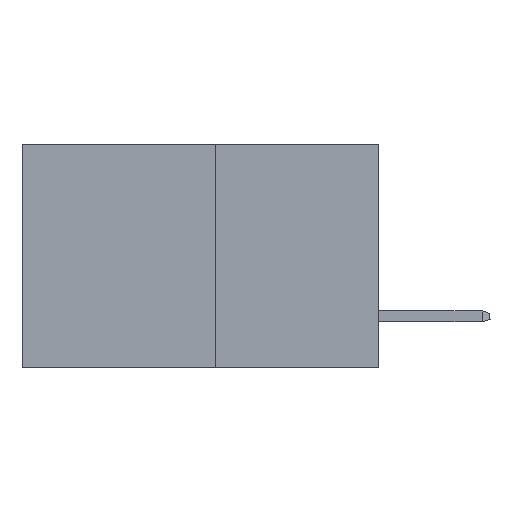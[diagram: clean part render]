
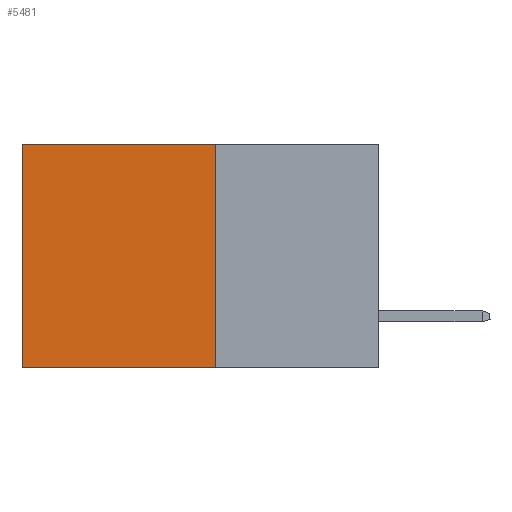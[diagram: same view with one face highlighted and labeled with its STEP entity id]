
A CAD part, left-side view. The second image highlights one B-rep face of the part: STEP entity #5481.
In plain terms, the highlighted planar face has unit normal (-1, 0, 0).
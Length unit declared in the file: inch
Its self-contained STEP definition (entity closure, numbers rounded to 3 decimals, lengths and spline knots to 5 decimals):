
#999 = ORIENTED_EDGE ( 'NONE', *, *, #9151, .F. ) ;
#1261 = ORIENTED_EDGE ( 'NONE', *, *, #9168, .T. ) ;
#1998 = AXIS2_PLACEMENT_3D ( 'NONE', #7800, #6235, #12694 ) ;
#3593 = CARTESIAN_POINT ( 'NONE',  ( 0.277, 0.27, -0.37 ) ) ;
#3709 = DIRECTION ( 'NONE',  ( 0., 1., 0. ) ) ;
#4902 = CARTESIAN_POINT ( 'NONE',  ( 0.277, 0.59, -0.37 ) ) ;
#4906 = VECTOR ( 'NONE', #12249, 39.37008 ) ;
#5400 = VERTEX_POINT ( 'NONE', #6286 ) ;
#5481 = ADVANCED_FACE ( 'NONE', ( #11946 ), #13542, .F. ) ;
#5929 = VECTOR ( 'NONE', #3709, 39.37008 ) ;
#6235 = DIRECTION ( 'NONE',  ( 1., 0., 0. ) ) ;
#6286 = CARTESIAN_POINT ( 'NONE',  ( 0.277, 0.27, -0.37 ) ) ;
#7206 = DIRECTION ( 'NONE',  ( 0., 1., 0. ) ) ;
#7544 = EDGE_LOOP ( 'NONE', ( #1261, #14362, #999, #13839 ) ) ;
#7800 = CARTESIAN_POINT ( 'NONE',  ( 0.277, 0.27, -0.37 ) ) ;
#8105 = CARTESIAN_POINT ( 'NONE',  ( 0.277, 0.59, 0. ) ) ;
#8542 = VECTOR ( 'NONE', #7206, 39.37008 ) ;
#8765 = VERTEX_POINT ( 'NONE', #15012 ) ;
#8904 = LINE ( 'NONE', #9642, #8542 ) ;
#9151 = EDGE_CURVE ( 'NONE', #9691, #5400, #11439, .T. ) ;
#9168 = EDGE_CURVE ( 'NONE', #15246, #8765, #13900, .T. ) ;
#9490 = CARTESIAN_POINT ( 'NONE',  ( 0.277, 0.27, 0. ) ) ;
#9548 = LINE ( 'NONE', #9892, #5929 ) ;
#9642 = CARTESIAN_POINT ( 'NONE',  ( 0.277, 0.27, 0. ) ) ;
#9691 = VERTEX_POINT ( 'NONE', #9490 ) ;
#9892 = CARTESIAN_POINT ( 'NONE',  ( 0.277, 0.27, -0.37 ) ) ;
#10673 = VECTOR ( 'NONE', #14662, 39.37008 ) ;
#11115 = EDGE_CURVE ( 'NONE', #5400, #8765, #9548, .T. ) ;
#11439 = LINE ( 'NONE', #3593, #4906 ) ;
#11946 = FACE_OUTER_BOUND ( 'NONE', #7544, .T. ) ;
#12249 = DIRECTION ( 'NONE',  ( 0., 0., -1. ) ) ;
#12694 = DIRECTION ( 'NONE',  ( 0., 0., -1. ) ) ;
#12988 = EDGE_CURVE ( 'NONE', #9691, #15246, #8904, .T. ) ;
#13542 = PLANE ( 'NONE',  #1998 ) ;
#13839 = ORIENTED_EDGE ( 'NONE', *, *, #12988, .T. ) ;
#13900 = LINE ( 'NONE', #4902, #10673 ) ;
#14362 = ORIENTED_EDGE ( 'NONE', *, *, #11115, .F. ) ;
#14662 = DIRECTION ( 'NONE',  ( 0., 0., -1. ) ) ;
#15012 = CARTESIAN_POINT ( 'NONE',  ( 0.277, 0.59, -0.37 ) ) ;
#15246 = VERTEX_POINT ( 'NONE', #8105 ) ;
